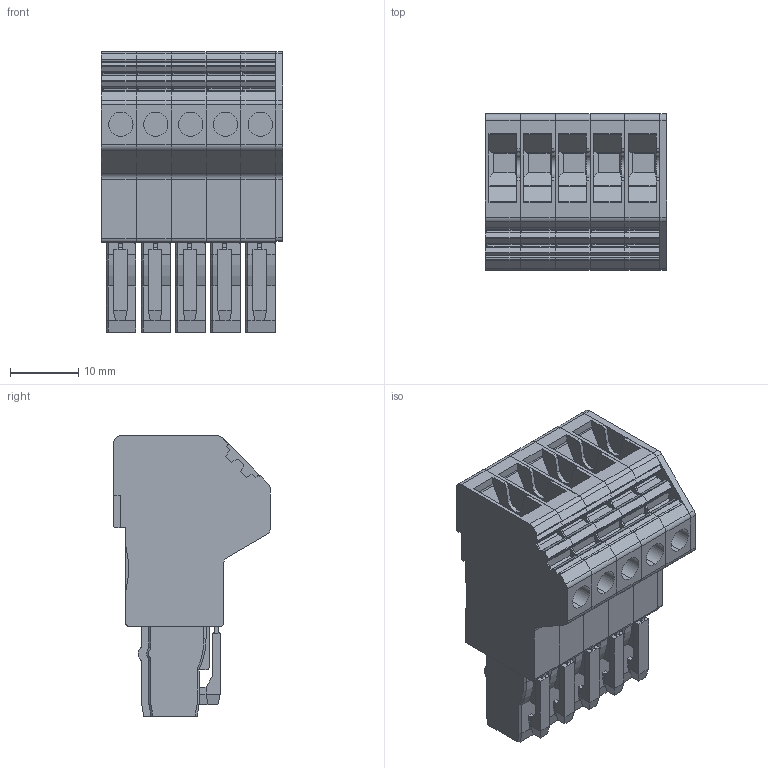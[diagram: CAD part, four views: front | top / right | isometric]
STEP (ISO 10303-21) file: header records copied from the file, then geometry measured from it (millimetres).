
FILE_DESCRIPTION(('CATIA V5 STEP Exchange','CAx-IF Rec.Pracs.--- Model Styling and Organization---1.4--- 2014-01-23'),'2;1');
FILE_NAME ('100544-2_0', '2021-06-07T08:40:22+00:00', ('none'), ('Weidmueller'), 'CATIA Version 5-6 Release 2016 SP3 HF44', 'CATIA V5 STEP AP214', 'none');
FILE_SCHEMA(('AUTOMOTIVE_DESIGN { 1 0 10303 214 1 1 1 1 }'));
Length unit declared in the file: millimetre
Products named in the file (1): 1438230000
Bounding box: 26.5 x 22.9 x 41 mm (x, y, z)
Volume: 13745.1 mm3; surface area: 12346.3 mm2
Topology: 6 solids, 6 shells, 1178 faces, 3168 edges, 2040 vertices
Faces by surface type: plane 699, cylinder 303, cone 120, torus 56
Entity records: 34873 total; most frequent: CARTESIAN_POINT 6346, ORIENTED_EDGE 6336, DIRECTION 5067, EDGE_CURVE 3168, VECTOR 2286, LINE 2286, VERTEX_POINT 2040, AXIS2_PLACEMENT_3D 1796
